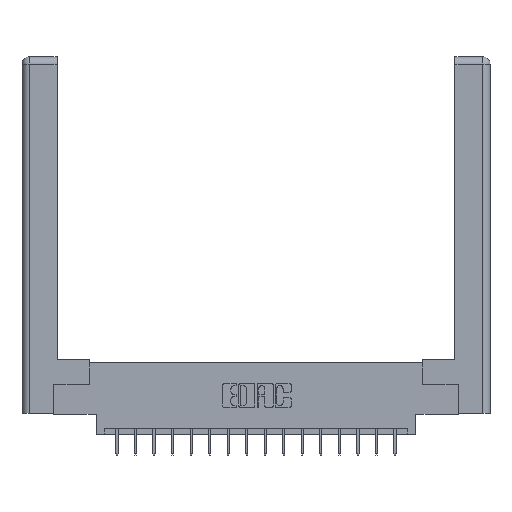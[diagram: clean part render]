
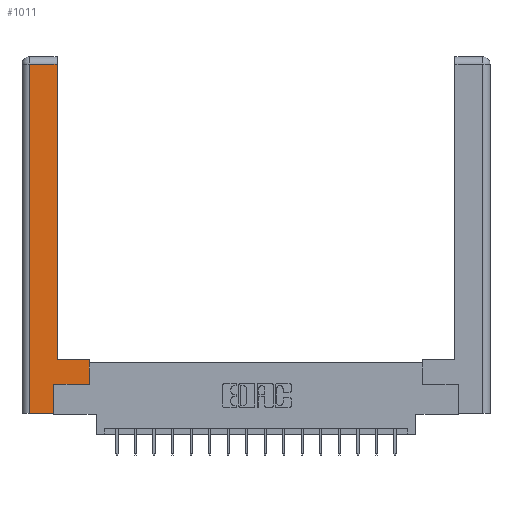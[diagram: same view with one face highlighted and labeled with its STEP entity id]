
A CAD part, top view. The second image highlights one B-rep face of the part: STEP entity #1011.
In plain terms, the highlighted planar face has unit normal (0, 0, 1).
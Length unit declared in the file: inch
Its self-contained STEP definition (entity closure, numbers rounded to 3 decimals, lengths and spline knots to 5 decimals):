
#247 = CARTESIAN_POINT ( 'NONE',  ( 0.0615, 0., 0. ) ) ;
#539 = LINE ( 'NONE', #8245, #1884 ) ;
#678 = EDGE_CURVE ( 'NONE', #10797, #10372, #14046, .T. ) ;
#792 = VECTOR ( 'NONE', #11468, 39.37008 ) ;
#1011 = ADVANCED_FACE ( 'NONE', ( #11570 ), #5074, .F. ) ;
#1121 = EDGE_CURVE ( 'NONE', #10372, #7747, #11107, .T. ) ;
#1884 = VECTOR ( 'NONE', #9690, 39.37008 ) ;
#1973 = VERTEX_POINT ( 'NONE', #247 ) ;
#2293 = DIRECTION ( 'NONE',  ( -1., 0., 0. ) ) ;
#2376 = CARTESIAN_POINT ( 'NONE',  ( 0.565, 0.245, 0. ) ) ;
#2743 = CARTESIAN_POINT ( 'NONE',  ( 0.265, 0., 0. ) ) ;
#2981 = VECTOR ( 'NONE', #9141, 39.37008 ) ;
#3221 = LINE ( 'NONE', #12111, #2981 ) ;
#3430 = EDGE_CURVE ( 'NONE', #10848, #10797, #10882, .T. ) ;
#3449 = EDGE_CURVE ( 'NONE', #8914, #1973, #539, .T. ) ;
#3480 = VECTOR ( 'NONE', #6561, 39.37008 ) ;
#3859 = CARTESIAN_POINT ( 'NONE',  ( 0.565, 0.45, 0. ) ) ;
#4488 = ORIENTED_EDGE ( 'NONE', *, *, #10983, .T. ) ;
#4785 = LINE ( 'NONE', #18147, #16680 ) ;
#5074 = PLANE ( 'NONE',  #11158 ) ;
#5932 = DIRECTION ( 'NONE',  ( 0., 1., 0. ) ) ;
#6463 = DIRECTION ( 'NONE',  ( 1., 0., 0. ) ) ;
#6502 = CARTESIAN_POINT ( 'NONE',  ( 0., 0., 0. ) ) ;
#6561 = DIRECTION ( 'NONE',  ( -1., 0., 0. ) ) ;
#6655 = CARTESIAN_POINT ( 'NONE',  ( 0.265, 0.245, 0. ) ) ;
#7747 = VERTEX_POINT ( 'NONE', #12547 ) ;
#7813 = CARTESIAN_POINT ( 'NONE',  ( 0.565, 0.245, 0. ) ) ;
#7910 = CARTESIAN_POINT ( 'NONE',  ( 0.0615, 2.94, 0. ) ) ;
#7970 = DIRECTION ( 'NONE',  ( 0., 0., -1. ) ) ;
#8245 = CARTESIAN_POINT ( 'NONE',  ( 0.0615, 0., 0. ) ) ;
#8634 = ORIENTED_EDGE ( 'NONE', *, *, #11814, .T. ) ;
#8914 = VERTEX_POINT ( 'NONE', #7910 ) ;
#9141 = DIRECTION ( 'NONE',  ( 0., 1., 0. ) ) ;
#9546 = LINE ( 'NONE', #10196, #15358 ) ;
#9636 = ORIENTED_EDGE ( 'NONE', *, *, #15193, .T. ) ;
#9690 = DIRECTION ( 'NONE',  ( 0., -1., 0. ) ) ;
#10196 = CARTESIAN_POINT ( 'NONE',  ( 0.295, 3., 0. ) ) ;
#10372 = VERTEX_POINT ( 'NONE', #3859 ) ;
#10797 = VERTEX_POINT ( 'NONE', #7813 ) ;
#10848 = VERTEX_POINT ( 'NONE', #6655 ) ;
#10882 = LINE ( 'NONE', #2376, #16720 ) ;
#10983 = EDGE_CURVE ( 'NONE', #1973, #11163, #4785, .T. ) ;
#11107 = LINE ( 'NONE', #15278, #3480 ) ;
#11158 = AXIS2_PLACEMENT_3D ( 'NONE', #6502, #7970, #17991 ) ;
#11163 = VERTEX_POINT ( 'NONE', #2743 ) ;
#11468 = DIRECTION ( 'NONE',  ( 0., 1., 0. ) ) ;
#11570 = FACE_OUTER_BOUND ( 'NONE', #17766, .T. ) ;
#11704 = VECTOR ( 'NONE', #2293, 39.37008 ) ;
#11814 = EDGE_CURVE ( 'NONE', #15033, #8914, #13256, .T. ) ;
#11905 = ORIENTED_EDGE ( 'NONE', *, *, #3430, .T. ) ;
#12111 = CARTESIAN_POINT ( 'NONE',  ( 0.265, 0.245, 0. ) ) ;
#12148 = CARTESIAN_POINT ( 'NONE',  ( 0.0615, 2.94, 0. ) ) ;
#12498 = DIRECTION ( 'NONE',  ( 1., 0., 0. ) ) ;
#12547 = CARTESIAN_POINT ( 'NONE',  ( 0.295, 0.45, 0. ) ) ;
#12790 = CARTESIAN_POINT ( 'NONE',  ( 0.565, 0.45, 0. ) ) ;
#13256 = LINE ( 'NONE', #12148, #11704 ) ;
#14046 = LINE ( 'NONE', #12790, #792 ) ;
#14117 = ORIENTED_EDGE ( 'NONE', *, *, #678, .T. ) ;
#14764 = CARTESIAN_POINT ( 'NONE',  ( 0.295, 2.94, 0. ) ) ;
#14927 = EDGE_CURVE ( 'NONE', #7747, #15033, #9546, .T. ) ;
#15033 = VERTEX_POINT ( 'NONE', #14764 ) ;
#15193 = EDGE_CURVE ( 'NONE', #11163, #10848, #3221, .T. ) ;
#15278 = CARTESIAN_POINT ( 'NONE',  ( 0.295, 0.45, 0. ) ) ;
#15358 = VECTOR ( 'NONE', #5932, 39.37008 ) ;
#15610 = ORIENTED_EDGE ( 'NONE', *, *, #1121, .T. ) ;
#15757 = ORIENTED_EDGE ( 'NONE', *, *, #14927, .T. ) ;
#16680 = VECTOR ( 'NONE', #6463, 39.37008 ) ;
#16720 = VECTOR ( 'NONE', #12498, 39.37008 ) ;
#17766 = EDGE_LOOP ( 'NONE', ( #15757, #8634, #17796, #4488, #9636, #11905, #14117, #15610 ) ) ;
#17796 = ORIENTED_EDGE ( 'NONE', *, *, #3449, .T. ) ;
#17991 = DIRECTION ( 'NONE',  ( -1., 0., 0. ) ) ;
#18147 = CARTESIAN_POINT ( 'NONE',  ( 0.265, 0., 0. ) ) ;
